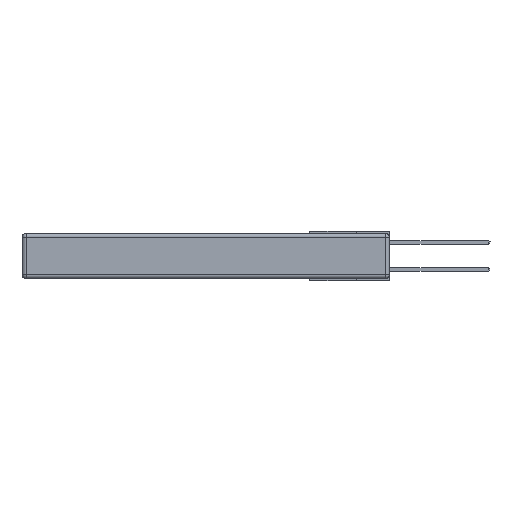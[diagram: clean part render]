
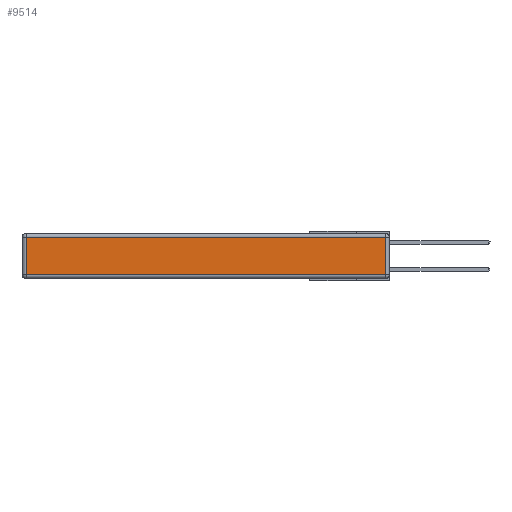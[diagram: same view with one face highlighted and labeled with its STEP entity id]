
A CAD part, left-side view. The second image highlights one B-rep face of the part: STEP entity #9514.
In plain terms, the highlighted planar face has unit normal (-1, 0, 0).
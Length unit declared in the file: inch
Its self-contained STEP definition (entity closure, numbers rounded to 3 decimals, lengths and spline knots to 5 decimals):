
#12 = DIRECTION ( 'NONE',  ( 0., 0., -1. ) ) ;
#1364 = EDGE_CURVE ( 'NONE', #10468, #12051, #25164, .T. ) ;
#1755 = ORIENTED_EDGE ( 'NONE', *, *, #18800, .T. ) ;
#5215 = PLANE ( 'NONE',  #8404 ) ;
#5409 = EDGE_CURVE ( 'NONE', #11928, #9544, #13726, .T. ) ;
#5745 = DIRECTION ( 'NONE',  ( 0., -1., 0. ) ) ;
#6101 = FACE_OUTER_BOUND ( 'NONE', #10948, .T. ) ;
#8211 = CARTESIAN_POINT ( 'NONE',  ( 0., 2.72, -0.03 ) ) ;
#8404 = AXIS2_PLACEMENT_3D ( 'NONE', #13339, #24113, #14432 ) ;
#9514 = ADVANCED_FACE ( 'NONE', ( #6101 ), #5215, .T. ) ;
#9544 = VERTEX_POINT ( 'NONE', #8211 ) ;
#9910 = DIRECTION ( 'NONE',  ( 0., 0., 1. ) ) ;
#10451 = CARTESIAN_POINT ( 'NONE',  ( 0., 0.03, -0.313 ) ) ;
#10468 = VERTEX_POINT ( 'NONE', #14357 ) ;
#10948 = EDGE_LOOP ( 'NONE', ( #15112, #1755, #16169, #22628 ) ) ;
#11866 = CARTESIAN_POINT ( 'NONE',  ( 0., 0., -0.313 ) ) ;
#11928 = VERTEX_POINT ( 'NONE', #21330 ) ;
#12051 = VERTEX_POINT ( 'NONE', #10451 ) ;
#13098 = LINE ( 'NONE', #13814, #15249 ) ;
#13339 = CARTESIAN_POINT ( 'NONE',  ( 0., 0., -0.343 ) ) ;
#13726 = LINE ( 'NONE', #15388, #22046 ) ;
#13814 = CARTESIAN_POINT ( 'NONE',  ( 0., 0.03, -0.343 ) ) ;
#14357 = CARTESIAN_POINT ( 'NONE',  ( 0., 2.72, -0.313 ) ) ;
#14432 = DIRECTION ( 'NONE',  ( 0., 0., 1. ) ) ;
#15112 = ORIENTED_EDGE ( 'NONE', *, *, #1364, .T. ) ;
#15249 = VECTOR ( 'NONE', #9910, 39.37008 ) ;
#15388 = CARTESIAN_POINT ( 'NONE',  ( 0., 2.75, -0.03 ) ) ;
#15630 = CARTESIAN_POINT ( 'NONE',  ( 0., 2.72, -0.343 ) ) ;
#16169 = ORIENTED_EDGE ( 'NONE', *, *, #5409, .T. ) ;
#17409 = VECTOR ( 'NONE', #5745, 39.37008 ) ;
#18800 = EDGE_CURVE ( 'NONE', #12051, #11928, #13098, .T. ) ;
#19972 = VECTOR ( 'NONE', #12, 39.37008 ) ;
#20975 = DIRECTION ( 'NONE',  ( 0., 1., 0. ) ) ;
#21330 = CARTESIAN_POINT ( 'NONE',  ( 0., 0.03, -0.03 ) ) ;
#22046 = VECTOR ( 'NONE', #20975, 39.37008 ) ;
#22628 = ORIENTED_EDGE ( 'NONE', *, *, #23549, .T. ) ;
#23549 = EDGE_CURVE ( 'NONE', #9544, #10468, #25555, .T. ) ;
#24113 = DIRECTION ( 'NONE',  ( -1., 0., 0. ) ) ;
#25164 = LINE ( 'NONE', #11866, #17409 ) ;
#25555 = LINE ( 'NONE', #15630, #19972 ) ;
